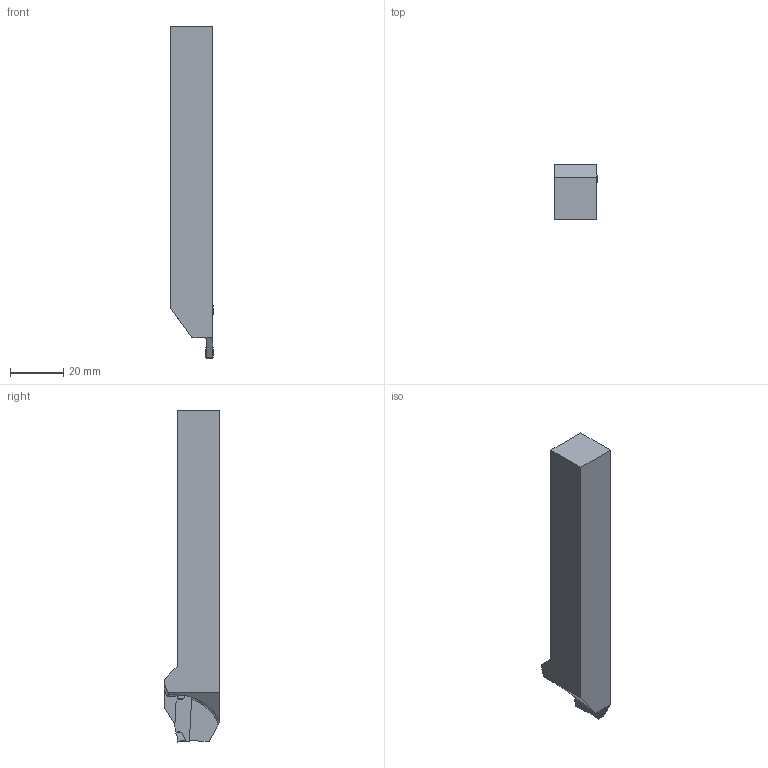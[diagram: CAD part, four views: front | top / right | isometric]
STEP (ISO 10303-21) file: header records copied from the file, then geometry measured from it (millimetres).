
FILE_DESCRIPTION(/* description */ (''),/* implementation_level */ '2;1');
FILE_NAME(/* name */ '1563164222115.stp',/* time_stamp */ '2019-07-15T09:47:08+05:00',/* author */ (''),/* organization */ ('SMS'),/* preprocessor_version */ 'ST-DEVELOPER v15',/* originating_system */ 'SIEMENS PLM Software NX 8.5',/* authorisation */ '');
FILE_SCHEMA (('AUTOMOTIVE_DESIGN { 1 0 10303 214 3 1 1 1 }'));
Length unit declared in the file: millimetre
Products named in the file (4): ASSEMBLY_CONSTRUCTION; 201539465mod000_00; 201754320mod000_00; 201754319mod000_00
Assembly tree (3 placements, depth 2):
  201754319mod000_00
    201754320mod000_00
    201539465mod000_00
    ASSEMBLY_CONSTRUCTION
Bounding box: 16.17 x 20.9 x 125 mm (x, y, z)
Volume: 28868.3 mm3; surface area: 8469.5 mm2
Topology: 2 solids, 2 shells, 66 faces, 189 edges, 133 vertices
Faces by surface type: plane 43, bspline 15, cylinder 7, torus 1
Entity records: 2642 total; most frequent: CARTESIAN_POINT 872, ORIENTED_EDGE 376, DIRECTION 278, EDGE_CURVE 188, VERTEX_POINT 126, LINE 122, VECTOR 122, AXIS2_PLACEMENT_3D 78
